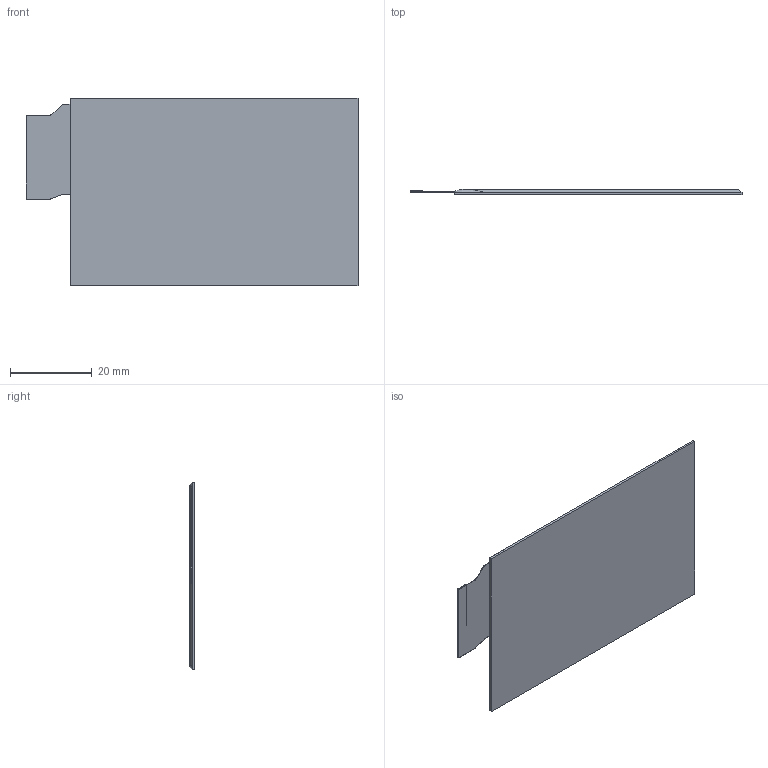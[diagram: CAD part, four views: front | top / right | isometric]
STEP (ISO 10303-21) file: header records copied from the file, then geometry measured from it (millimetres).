
FILE_DESCRIPTION (( 'STEP AP214' ), '1' );
FILE_NAME ('E2271BS021.STEP', '2019-06-02T09:54:44', ( '' ), ( '' ), 'SwSTEP 2.0', 'SolidWorks 2017', '' );
FILE_SCHEMA (( 'AUTOMOTIVE_DESIGN' ));
Length unit declared in the file: millimetre
Products named in the file (1): E2271BS021
Bounding box: 81.22 x 1.2 x 45.8 mm (x, y, z)
Volume: 3818.5 mm3; surface area: 12476.8 mm2
Topology: 5 solids, 5 shells, 53 faces, 122 edges, 80 vertices
Faces by surface type: plane 41, cylinder 8, bspline 4
Entity records: 1785 total; most frequent: CARTESIAN_POINT 519, ORIENTED_EDGE 244, DIRECTION 231, EDGE_CURVE 122, LINE 99, VECTOR 99, VERTEX_POINT 80, AXIS2_PLACEMENT_3D 66
